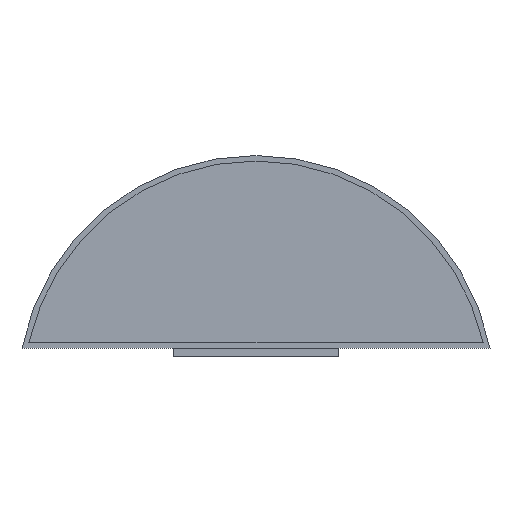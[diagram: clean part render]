
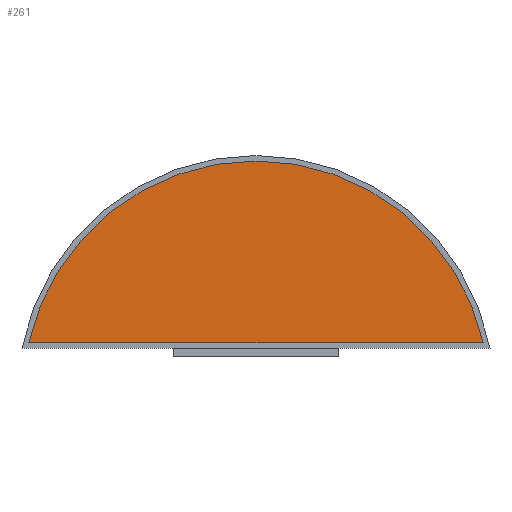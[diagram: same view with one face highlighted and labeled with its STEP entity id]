
A CAD part, front view. The second image highlights one B-rep face of the part: STEP entity #261.
In plain terms, the highlighted planar face has unit normal (0, -1, 0).
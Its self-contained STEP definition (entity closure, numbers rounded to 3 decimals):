
#42=PLANE('',#322);
#60=LINE('',#442,#84);
#84=VECTOR('',#368,1000.);
#130=ORIENTED_EDGE('',*,*,#172,.F.);
#131=ORIENTED_EDGE('',*,*,#175,.F.);
#172=EDGE_CURVE('',#198,#199,#60,.T.);
#175=EDGE_CURVE('',#199,#198,#213,.T.);
#198=VERTEX_POINT('',#441);
#199=VERTEX_POINT('',#443);
#213=CIRCLE('',#321,4.23);
#224=EDGE_LOOP('',(#130,#131));
#242=FACE_BOUND('',#224,.T.);
#261=ADVANCED_FACE('',(#242),#42,.F.);
#321=AXIS2_PLACEMENT_3D('',#447,#374,#375);
#322=AXIS2_PLACEMENT_3D('',#448,#376,#377);
#368=DIRECTION('',(-1.,0.,0.));
#374=DIRECTION('',(0.,1.,0.));
#375=DIRECTION('',(1.,0.,0.));
#376=DIRECTION('',(0.,1.,0.));
#377=DIRECTION('',(0.,0.,1.));
#441=CARTESIAN_POINT('',(4.127,-499.995,-1.65));
#442=CARTESIAN_POINT('',(4.127,-499.995,-1.65));
#443=CARTESIAN_POINT('',(-4.127,-499.995,-1.65));
#447=CARTESIAN_POINT('',(0.,-499.995,-2.58));
#448=CARTESIAN_POINT('',(0.,-499.995,-2.58));
